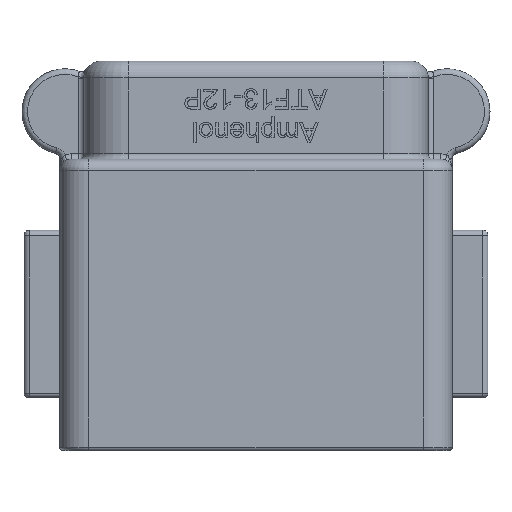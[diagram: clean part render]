
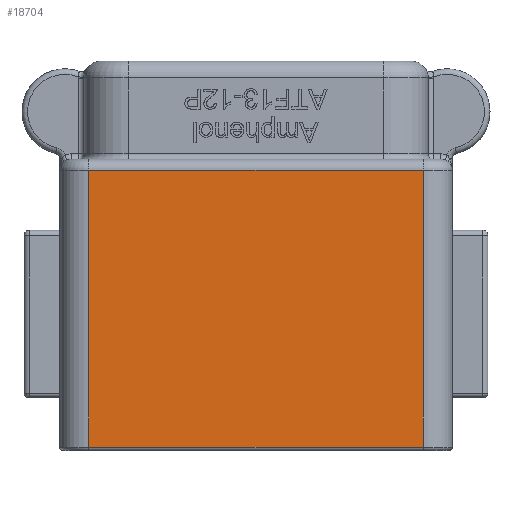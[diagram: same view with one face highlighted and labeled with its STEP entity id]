
A CAD part, top view. The second image highlights one B-rep face of the part: STEP entity #18704.
In plain terms, the highlighted planar face has unit normal (0, 0, 1).
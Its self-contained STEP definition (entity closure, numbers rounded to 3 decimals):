
#3490=DIRECTION('',(1.,0.,0.));
#3491=VECTOR('',#3490,29.95);
#3492=CARTESIAN_POINT('',(-14.975,25.,11.1));
#3493=LINE('',#3492,#3491);
#3494=DIRECTION('',(0.,1.,0.));
#3495=VECTOR('',#3494,24.8);
#3496=CARTESIAN_POINT('',(14.975,0.2,11.1));
#3497=LINE('',#3496,#3495);
#3498=DIRECTION('',(1.,0.,0.));
#3499=VECTOR('',#3498,29.95);
#3500=CARTESIAN_POINT('',(-14.975,0.2,11.1));
#3501=LINE('',#3500,#3499);
#3507=DIRECTION('',(0.,1.,0.));
#3508=VECTOR('',#3507,24.8);
#3509=CARTESIAN_POINT('',(-14.975,0.2,11.1));
#3510=LINE('',#3509,#3508);
#11671=CARTESIAN_POINT('',(-14.975,0.2,11.1));
#11672=CARTESIAN_POINT('',(14.975,0.2,11.1));
#11673=VERTEX_POINT('',#11671);
#11674=VERTEX_POINT('',#11672);
#12195=CARTESIAN_POINT('',(14.975,25.,11.1));
#12197=VERTEX_POINT('',#12195);
#12201=CARTESIAN_POINT('',(-14.975,25.,11.1));
#12202=VERTEX_POINT('',#12201);
#18692=CARTESIAN_POINT('',(-17.125,0.,11.1));
#18693=DIRECTION('',(0.,0.,1.));
#18694=DIRECTION('',(1.,0.,0.));
#18695=AXIS2_PLACEMENT_3D('',#18692,#18693,#18694);
#18696=PLANE('',#18695);
#18697=ORIENTED_EDGE('',*,*,#18511,.T.);
#18698=ORIENTED_EDGE('',*,*,#18539,.F.);
#18699=ORIENTED_EDGE('',*,*,#18683,.F.);
#18701=ORIENTED_EDGE('',*,*,#18700,.T.);
#18702=EDGE_LOOP('',(#18697,#18698,#18699,#18701));
#18703=FACE_OUTER_BOUND('',#18702,.F.);
#18704=ADVANCED_FACE('',(#18703),#18696,.T.);
#18511=EDGE_CURVE('',#12202,#12197,#3493,.T.);
#18539=EDGE_CURVE('',#11674,#12197,#3497,.T.);
#18683=EDGE_CURVE('',#11673,#11674,#3501,.T.);
#18700=EDGE_CURVE('',#11673,#12202,#3510,.T.);
